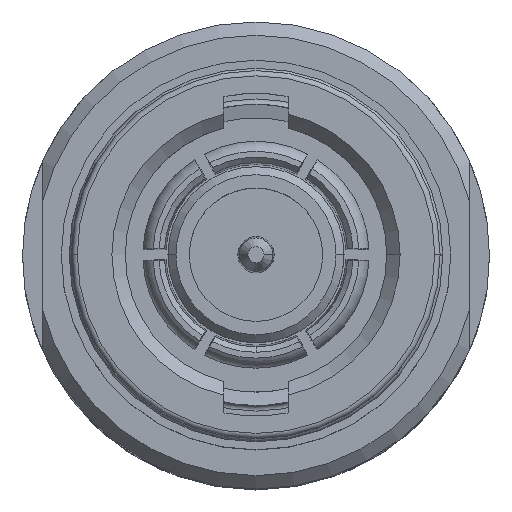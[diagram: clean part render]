
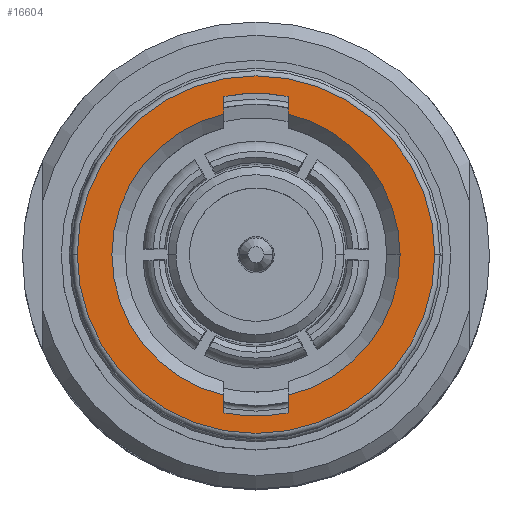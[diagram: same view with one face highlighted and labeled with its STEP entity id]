
A CAD part, top view. The second image highlights one B-rep face of the part: STEP entity #16604.
In plain terms, the highlighted planar face has unit normal (0, 0, 1).
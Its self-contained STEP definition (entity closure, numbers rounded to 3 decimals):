
#11 = VERTEX_POINT ( 'NONE', #2306 ) ;
#133 = VERTEX_POINT ( 'NONE', #15245 ) ;
#312 = DIRECTION ( 'NONE',  ( 0., 0., 1. ) ) ;
#382 = ORIENTED_EDGE ( 'NONE', *, *, #6088, .F. ) ;
#904 = VECTOR ( 'NONE', #12800, 1000. ) ;
#1306 = DIRECTION ( 'NONE',  ( -1., 0., 0. ) ) ;
#1684 = CARTESIAN_POINT ( 'NONE',  ( 0., 0., 0.85 ) ) ;
#1748 = DIRECTION ( 'NONE',  ( 0., 0., 1. ) ) ;
#1827 = EDGE_LOOP ( 'NONE', ( #9047, #7967, #382, #12063, #15326, #2892, #16887, #4871, #2921 ) ) ;
#2035 = LINE ( 'NONE', #13615, #9182 ) ;
#2298 = CARTESIAN_POINT ( 'NONE',  ( 0., 0., 0.85 ) ) ;
#2306 = CARTESIAN_POINT ( 'NONE',  ( 1.2, 5.93, 0.85 ) ) ;
#2892 = ORIENTED_EDGE ( 'NONE', *, *, #15550, .F. ) ;
#2921 = ORIENTED_EDGE ( 'NONE', *, *, #3510, .F. ) ;
#3053 = DIRECTION ( 'NONE',  ( 1., 0., 0. ) ) ;
#3172 = VERTEX_POINT ( 'NONE', #8860 ) ;
#3413 = FACE_OUTER_BOUND ( 'NONE', #8290, .T. ) ;
#3510 = EDGE_CURVE ( 'NONE', #9107, #6896, #10712, .T. ) ;
#3595 = CARTESIAN_POINT ( 'NONE',  ( 1.2, -4.751, 0.85 ) ) ;
#3667 = DIRECTION ( 'NONE',  ( 1., 0., 0. ) ) ;
#3733 = EDGE_CURVE ( 'NONE', #6896, #3172, #14315, .T. ) ;
#4513 = LINE ( 'NONE', #14085, #904 ) ;
#4871 = ORIENTED_EDGE ( 'NONE', *, *, #3733, .F. ) ;
#5209 = CIRCLE ( 'NONE', #7278, 5.4 ) ;
#5433 = CARTESIAN_POINT ( 'NONE',  ( -1.2, -5.93, 0.85 ) ) ;
#5574 = DIRECTION ( 'NONE',  ( 0., -1., 0. ) ) ;
#5823 = EDGE_CURVE ( 'NONE', #7755, #13276, #16772, .T. ) ;
#5910 = VERTEX_POINT ( 'NONE', #8473 ) ;
#5998 = CARTESIAN_POINT ( 'NONE',  ( -1.2, 5.93, 0.85 ) ) ;
#6088 = EDGE_CURVE ( 'NONE', #5910, #6624, #5209, .T. ) ;
#6133 = DIRECTION ( 'NONE',  ( 0., 0., 1. ) ) ;
#6203 = ORIENTED_EDGE ( 'NONE', *, *, #12592, .T. ) ;
#6442 = LINE ( 'NONE', #3595, #13169 ) ;
#6565 = EDGE_CURVE ( 'NONE', #3172, #12139, #2035, .T. ) ;
#6614 = PLANE ( 'NONE',  #7701 ) ;
#6624 = VERTEX_POINT ( 'NONE', #15122 ) ;
#6665 = CARTESIAN_POINT ( 'NONE',  ( -1.2, 5.265, 0.85 ) ) ;
#6672 = CARTESIAN_POINT ( 'NONE',  ( 0., 0., 0.85 ) ) ;
#6896 = VERTEX_POINT ( 'NONE', #6665 ) ;
#6958 = DIRECTION ( 'NONE',  ( 0., 0., 1. ) ) ;
#7278 = AXIS2_PLACEMENT_3D ( 'NONE', #14190, #6133, #15547 ) ;
#7701 = AXIS2_PLACEMENT_3D ( 'NONE', #6672, #16088, #8038 ) ;
#7755 = VERTEX_POINT ( 'NONE', #8130 ) ;
#7846 = AXIS2_PLACEMENT_3D ( 'NONE', #2298, #11701, #3667 ) ;
#7967 = ORIENTED_EDGE ( 'NONE', *, *, #12901, .F. ) ;
#8038 = DIRECTION ( 'NONE',  ( -1., 0., 0. ) ) ;
#8130 = CARTESIAN_POINT ( 'NONE',  ( 6.7, 0., 0.85 ) ) ;
#8290 = EDGE_LOOP ( 'NONE', ( #6203, #15771 ) ) ;
#8429 = CARTESIAN_POINT ( 'NONE',  ( 0., 0., 0.85 ) ) ;
#8473 = CARTESIAN_POINT ( 'NONE',  ( 5.4, 0., 0.85 ) ) ;
#8860 = CARTESIAN_POINT ( 'NONE',  ( -1.2, -5.265, 0.85 ) ) ;
#8944 = CIRCLE ( 'NONE', #11209, 6.05 ) ;
#9047 = ORIENTED_EDGE ( 'NONE', *, *, #15501, .F. ) ;
#9107 = VERTEX_POINT ( 'NONE', #5998 ) ;
#9182 = VECTOR ( 'NONE', #5574, 1000. ) ;
#9368 = DIRECTION ( 'NONE',  ( 0., 0., 1. ) ) ;
#9717 = DIRECTION ( 'NONE',  ( -1., 0., 0. ) ) ;
#9772 = CARTESIAN_POINT ( 'NONE',  ( 0., 0., 0.85 ) ) ;
#10284 = AXIS2_PLACEMENT_3D ( 'NONE', #9772, #1748, #11154 ) ;
#10514 = VECTOR ( 'NONE', #16533, 1000. ) ;
#10522 = EDGE_CURVE ( 'NONE', #13524, #5910, #17249, .T. ) ;
#10712 = LINE ( 'NONE', #12508, #10514 ) ;
#11085 = DIRECTION ( 'NONE',  ( 0., 0., 1. ) ) ;
#11154 = DIRECTION ( 'NONE',  ( 1., 0., 0. ) ) ;
#11209 = AXIS2_PLACEMENT_3D ( 'NONE', #8429, #312, #9717 ) ;
#11575 = AXIS2_PLACEMENT_3D ( 'NONE', #1684, #11085, #3053 ) ;
#11622 = DIRECTION ( 'NONE',  ( 0., 1., 0. ) ) ;
#11701 = DIRECTION ( 'NONE',  ( 0., 0., 1. ) ) ;
#12063 = ORIENTED_EDGE ( 'NONE', *, *, #10522, .F. ) ;
#12139 = VERTEX_POINT ( 'NONE', #5433 ) ;
#12494 = EDGE_CURVE ( 'NONE', #133, #13524, #6442, .T. ) ;
#12508 = CARTESIAN_POINT ( 'NONE',  ( -1.2, 4.751, 0.85 ) ) ;
#12547 = CIRCLE ( 'NONE', #10284, 6.05 ) ;
#12592 = EDGE_CURVE ( 'NONE', #13276, #7755, #16708, .T. ) ;
#12800 = DIRECTION ( 'NONE',  ( 0., 1., 0. ) ) ;
#12901 = EDGE_CURVE ( 'NONE', #6624, #11, #4513, .T. ) ;
#13169 = VECTOR ( 'NONE', #11622, 1000. ) ;
#13276 = VERTEX_POINT ( 'NONE', #14894 ) ;
#13330 = AXIS2_PLACEMENT_3D ( 'NONE', #17458, #9368, #1306 ) ;
#13524 = VERTEX_POINT ( 'NONE', #16755 ) ;
#13615 = CARTESIAN_POINT ( 'NONE',  ( -1.2, -4.751, 0.85 ) ) ;
#14085 = CARTESIAN_POINT ( 'NONE',  ( 1.2, 4.751, 0.85 ) ) ;
#14190 = CARTESIAN_POINT ( 'NONE',  ( 0., 0., 0.85 ) ) ;
#14315 = CIRCLE ( 'NONE', #7846, 5.4 ) ;
#14698 = AXIS2_PLACEMENT_3D ( 'NONE', #14970, #6958, #16327 ) ;
#14894 = CARTESIAN_POINT ( 'NONE',  ( -6.7, 0., 0.85 ) ) ;
#14970 = CARTESIAN_POINT ( 'NONE',  ( 0., 0., 0.85 ) ) ;
#15122 = CARTESIAN_POINT ( 'NONE',  ( 1.2, 5.265, 0.85 ) ) ;
#15245 = CARTESIAN_POINT ( 'NONE',  ( 1.2, -5.93, 0.85 ) ) ;
#15326 = ORIENTED_EDGE ( 'NONE', *, *, #12494, .F. ) ;
#15501 = EDGE_CURVE ( 'NONE', #11, #9107, #8944, .T. ) ;
#15547 = DIRECTION ( 'NONE',  ( 1., 0., 0. ) ) ;
#15550 = EDGE_CURVE ( 'NONE', #12139, #133, #12547, .T. ) ;
#15771 = ORIENTED_EDGE ( 'NONE', *, *, #5823, .T. ) ;
#16088 = DIRECTION ( 'NONE',  ( 0., 0., -1. ) ) ;
#16327 = DIRECTION ( 'NONE',  ( -1., 0., 0. ) ) ;
#16533 = DIRECTION ( 'NONE',  ( 0., -1., 0. ) ) ;
#16604 = ADVANCED_FACE ( 'NONE', ( #3413, #17291 ), #6614, .F. ) ;
#16708 = CIRCLE ( 'NONE', #14698, 6.7 ) ;
#16755 = CARTESIAN_POINT ( 'NONE',  ( 1.2, -5.265, 0.85 ) ) ;
#16772 = CIRCLE ( 'NONE', #13330, 6.7 ) ;
#16887 = ORIENTED_EDGE ( 'NONE', *, *, #6565, .F. ) ;
#17249 = CIRCLE ( 'NONE', #11575, 5.4 ) ;
#17291 = FACE_BOUND ( 'NONE', #1827, .T. ) ;
#17458 = CARTESIAN_POINT ( 'NONE',  ( 0., 0., 0.85 ) ) ;
